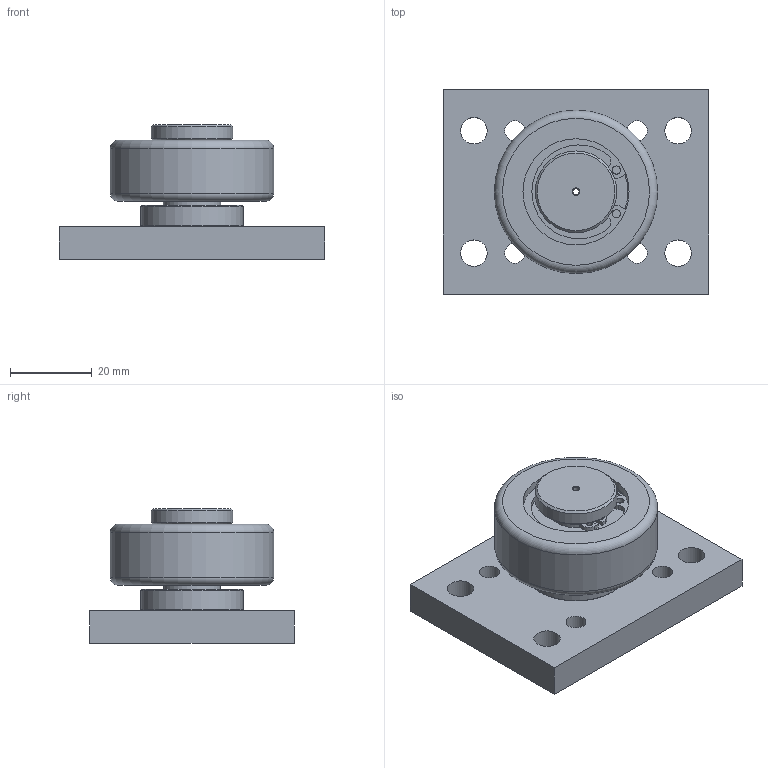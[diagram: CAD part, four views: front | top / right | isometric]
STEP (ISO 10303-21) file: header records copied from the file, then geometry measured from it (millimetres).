
FILE_DESCRIPTION(/* description */ ('-','CAx-IF Rec.Pracs.---Representation and Presentation of Product Manufacturing Information (PMI)---4.0---2014-10-13'),/* implementation_level */ '2;1');
FILE_NAME(/* name */ '2c93994a-34c8-4d7b-a931-7cd6f329ed9b.stp',/* time_stamp */ '2020-04-01T16:10:42+02:00',/* author */ ('-'),/* organization */ ('NTI CADcenter A/S'),/* preprocessor_version */ 'ST-DEVELOPER v18',/* originating_system */ 'Autodesk Inventor 2020',/* authorisation */ '-');
FILE_SCHEMA (('AP242_MANAGED_MODEL_BASED_3D_ENGINEERING_MIM_LF { 1 0 10303 442 1 1 4 }'));
Length unit declared in the file: millimetre
Products named in the file (1): PAS 040.0360 BR1100_Kontur
Bounding box: 65 x 50 x 33 mm (x, y, z)
Volume: 43012.4 mm3; surface area: 15945 mm2
Topology: 1 solids, 1 shells, 85 faces, 234 edges, 162 vertices
Faces by surface type: cylinder 36, plane 33, cone 12, torus 4
Full cylindrical faces by diameter (mm): 1.5 x3, 2 x2, 4.917 x5, 6 x1, 6.5 x4, 9.6 x1, 10 x2, 14 x1, 20 x1, 22 x1, 25 x1, 26 x2, 27.2 x1, 40 x1
Entity records: 2905 total; most frequent: DIRECTION 550, CARTESIAN_POINT 482, ORIENTED_EDGE 468, EDGE_CURVE 234, AXIS2_PLACEMENT_3D 230, VERTEX_POINT 162, CIRCLE 144, EDGE_LOOP 120
